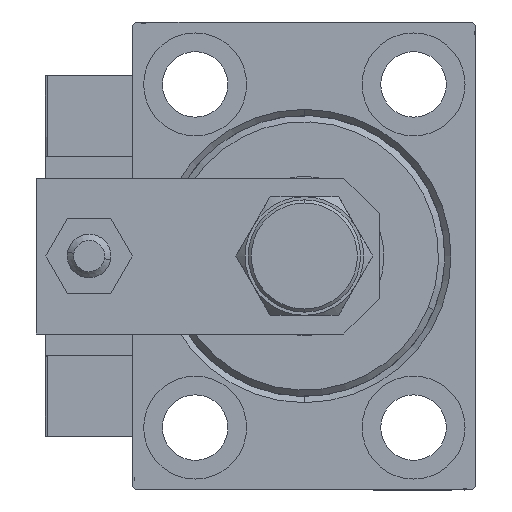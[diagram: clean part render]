
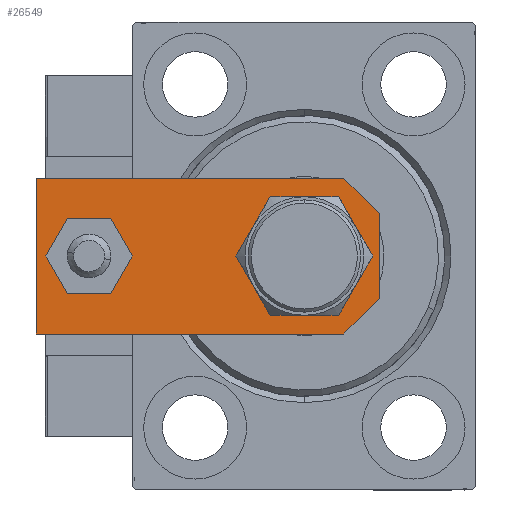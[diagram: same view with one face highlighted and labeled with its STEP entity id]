
A CAD part, left-side view. The second image highlights one B-rep face of the part: STEP entity #26549.
In plain terms, the highlighted face is planar.
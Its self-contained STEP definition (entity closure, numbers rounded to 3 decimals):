
#688 = CARTESIAN_POINT ( 'NONE',  ( 3.42, -3.42, 6. ) ) ;
#910 = DIRECTION ( 'NONE',  ( 1., 0., 0. ) ) ;
#1182 = DIRECTION ( 'NONE',  ( 0., 0., 1. ) ) ;
#2473 = VERTEX_POINT ( 'NONE', #27814 ) ;
#2584 = DIRECTION ( 'NONE',  ( 0.707, -0.707, 0. ) ) ;
#2818 = EDGE_CURVE ( 'NONE', #26479, #22895, #27380, .T. ) ;
#3544 = AXIS2_PLACEMENT_3D ( 'NONE', #7780, #34491, #50479 ) ;
#3749 = LINE ( 'NONE', #44853, #51067 ) ;
#3932 = CARTESIAN_POINT ( 'NONE',  ( 0., 46.5, 6. ) ) ;
#4836 = CARTESIAN_POINT ( 'NONE',  ( -12.5, 0., 6. ) ) ;
#5249 = EDGE_LOOP ( 'NONE', ( #48376, #50201 ) ) ;
#5606 = FACE_BOUND ( 'NONE', #5249, .T. ) ;
#5626 = DIRECTION ( 'NONE',  ( 1., 0., 0. ) ) ;
#5730 = CARTESIAN_POINT ( 'NONE',  ( 4., 46.5, 6. ) ) ;
#5967 = VERTEX_POINT ( 'NONE', #26066 ) ;
#6066 = ORIENTED_EDGE ( 'NONE', *, *, #35553, .T. ) ;
#7319 = ORIENTED_EDGE ( 'NONE', *, *, #8865, .T. ) ;
#7780 = CARTESIAN_POINT ( 'NONE',  ( 0., 46.5, 6. ) ) ;
#8551 = LINE ( 'NONE', #8804, #38389 ) ;
#8771 = LINE ( 'NONE', #4836, #45600 ) ;
#8804 = CARTESIAN_POINT ( 'NONE',  ( 12.5, 55., 6. ) ) ;
#8865 = EDGE_CURVE ( 'NONE', #10646, #5967, #3749, .T. ) ;
#10646 = VERTEX_POINT ( 'NONE', #27818 ) ;
#10963 = ORIENTED_EDGE ( 'NONE', *, *, #17970, .F. ) ;
#11292 = VERTEX_POINT ( 'NONE', #15275 ) ;
#13254 = DIRECTION ( 'NONE',  ( 0.707, 0.707, 0. ) ) ;
#13746 = DIRECTION ( 'NONE',  ( 1., 0., 0. ) ) ;
#13868 = CARTESIAN_POINT ( 'NONE',  ( -3.42, -3.42, 6. ) ) ;
#13986 = CARTESIAN_POINT ( 'NONE',  ( -8.25, 12., 6. ) ) ;
#14935 = CIRCLE ( 'NONE', #29135, 8.25 ) ;
#14982 = ORIENTED_EDGE ( 'NONE', *, *, #24841, .F. ) ;
#15048 = CARTESIAN_POINT ( 'NONE',  ( 12.5, 0., 6. ) ) ;
#15275 = CARTESIAN_POINT ( 'NONE',  ( -4., 46.5, 6. ) ) ;
#15982 = DIRECTION ( 'NONE',  ( 1., 0., 0. ) ) ;
#16406 = DIRECTION ( 'NONE',  ( -1., 0., 0. ) ) ;
#17536 = LINE ( 'NONE', #13868, #44136 ) ;
#17951 = DIRECTION ( 'NONE',  ( 0., 0., 1. ) ) ;
#17970 = EDGE_CURVE ( 'NONE', #11292, #50621, #33671, .T. ) ;
#19144 = CARTESIAN_POINT ( 'NONE',  ( 6.84, 0., 6. ) ) ;
#20248 = DIRECTION ( 'NONE',  ( 0., -1., 0. ) ) ;
#20554 = AXIS2_PLACEMENT_3D ( 'NONE', #33635, #1182, #13746 ) ;
#20602 = ORIENTED_EDGE ( 'NONE', *, *, #25626, .T. ) ;
#21369 = AXIS2_PLACEMENT_3D ( 'NONE', #3932, #40329, #15982 ) ;
#21583 = PLANE ( 'NONE',  #20554 ) ;
#21949 = ORIENTED_EDGE ( 'NONE', *, *, #30172, .T. ) ;
#22548 = VERTEX_POINT ( 'NONE', #19144 ) ;
#22895 = VERTEX_POINT ( 'NONE', #31128 ) ;
#22909 = LINE ( 'NONE', #15048, #44552 ) ;
#23047 = CARTESIAN_POINT ( 'NONE',  ( 0., 12., 6. ) ) ;
#24841 = EDGE_CURVE ( 'NONE', #50621, #11292, #48970, .T. ) ;
#25266 = FACE_OUTER_BOUND ( 'NONE', #27614, .T. ) ;
#25626 = EDGE_CURVE ( 'NONE', #2473, #22548, #8771, .T. ) ;
#26066 = CARTESIAN_POINT ( 'NONE',  ( -12.5, 5.66, 6. ) ) ;
#26479 = VERTEX_POINT ( 'NONE', #13986 ) ;
#26549 = ADVANCED_FACE ( 'NONE', ( #48855, #25266, #5606 ), #21583, .T. ) ;
#26672 = ORIENTED_EDGE ( 'NONE', *, *, #44537, .T. ) ;
#27380 = CIRCLE ( 'NONE', #32407, 8.25 ) ;
#27614 = EDGE_LOOP ( 'NONE', ( #7319, #21949, #20602, #6066, #26672, #46014 ) ) ;
#27814 = CARTESIAN_POINT ( 'NONE',  ( -6.84, 0., 6. ) ) ;
#27818 = CARTESIAN_POINT ( 'NONE',  ( -12.5, 55., 6. ) ) ;
#28190 = LINE ( 'NONE', #688, #33430 ) ;
#29135 = AXIS2_PLACEMENT_3D ( 'NONE', #41507, #17951, #5626 ) ;
#30172 = EDGE_CURVE ( 'NONE', #5967, #2473, #17536, .T. ) ;
#30748 = DIRECTION ( 'NONE',  ( 0., 1., 0. ) ) ;
#31128 = CARTESIAN_POINT ( 'NONE',  ( 8.25, 12., 6. ) ) ;
#32189 = EDGE_LOOP ( 'NONE', ( #10963, #14982 ) ) ;
#32389 = EDGE_CURVE ( 'NONE', #22895, #26479, #14935, .T. ) ;
#32407 = AXIS2_PLACEMENT_3D ( 'NONE', #23047, #39005, #42688 ) ;
#33430 = VECTOR ( 'NONE', #13254, 1000. ) ;
#33635 = CARTESIAN_POINT ( 'NONE',  ( 0., 0., 6. ) ) ;
#33671 = CIRCLE ( 'NONE', #3544, 4. ) ;
#34170 = EDGE_CURVE ( 'NONE', #49689, #10646, #8551, .T. ) ;
#34491 = DIRECTION ( 'NONE',  ( 0., 0., 1. ) ) ;
#34941 = CARTESIAN_POINT ( 'NONE',  ( 12.5, 55., 6. ) ) ;
#35553 = EDGE_CURVE ( 'NONE', #22548, #48507, #28190, .T. ) ;
#38389 = VECTOR ( 'NONE', #16406, 1000. ) ;
#39005 = DIRECTION ( 'NONE',  ( 0., 0., 1. ) ) ;
#40329 = DIRECTION ( 'NONE',  ( 0., 0., 1. ) ) ;
#41507 = CARTESIAN_POINT ( 'NONE',  ( 0., 12., 6. ) ) ;
#42688 = DIRECTION ( 'NONE',  ( 1., 0., 0. ) ) ;
#44136 = VECTOR ( 'NONE', #2584, 1000. ) ;
#44537 = EDGE_CURVE ( 'NONE', #48507, #49689, #22909, .T. ) ;
#44552 = VECTOR ( 'NONE', #30748, 1000. ) ;
#44853 = CARTESIAN_POINT ( 'NONE',  ( -12.5, 55., 6. ) ) ;
#45600 = VECTOR ( 'NONE', #910, 1000. ) ;
#46014 = ORIENTED_EDGE ( 'NONE', *, *, #34170, .T. ) ;
#47571 = CARTESIAN_POINT ( 'NONE',  ( 12.5, 5.66, 6. ) ) ;
#48376 = ORIENTED_EDGE ( 'NONE', *, *, #2818, .F. ) ;
#48507 = VERTEX_POINT ( 'NONE', #47571 ) ;
#48855 = FACE_BOUND ( 'NONE', #32189, .T. ) ;
#48970 = CIRCLE ( 'NONE', #21369, 4. ) ;
#49689 = VERTEX_POINT ( 'NONE', #34941 ) ;
#50201 = ORIENTED_EDGE ( 'NONE', *, *, #32389, .F. ) ;
#50479 = DIRECTION ( 'NONE',  ( 1., 0., 0. ) ) ;
#50621 = VERTEX_POINT ( 'NONE', #5730 ) ;
#51067 = VECTOR ( 'NONE', #20248, 1000. ) ;
